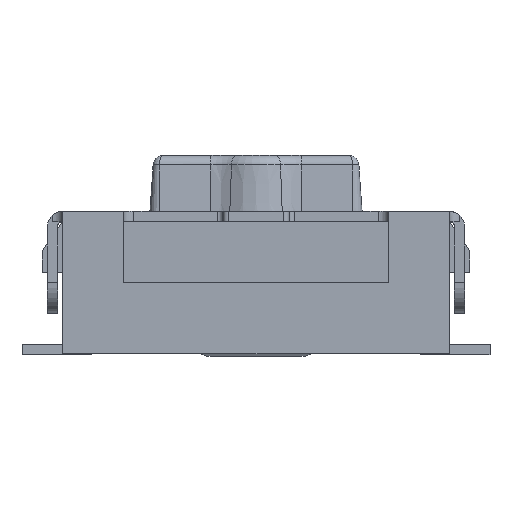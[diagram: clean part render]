
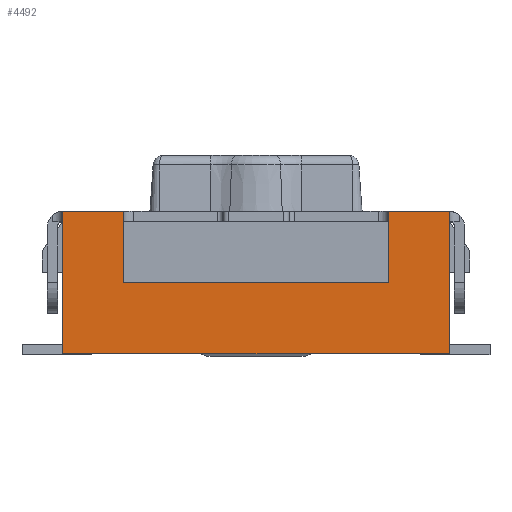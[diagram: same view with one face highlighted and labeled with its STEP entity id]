
A CAD part, front view. The second image highlights one B-rep face of the part: STEP entity #4492.
In plain terms, the highlighted planar face has unit normal (0, -1, 0).
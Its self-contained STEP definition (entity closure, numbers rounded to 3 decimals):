
#518 = EDGE_CURVE ( 'NONE', #12639, #19683, #4814, .T. ) ;
#1206 = VERTEX_POINT ( 'NONE', #10743 ) ;
#1827 = EDGE_LOOP ( 'NONE', ( #23683, #4150, #7314, #7468, #6572, #15106, #16743, #20733 ) ) ;
#2503 = VECTOR ( 'NONE', #15623, 1000. ) ;
#2990 = CARTESIAN_POINT ( 'NONE',  ( 1.3, -1.4, 1.4 ) ) ;
#3149 = CARTESIAN_POINT ( 'NONE',  ( 1.9, -1.4, 1.4 ) ) ;
#3187 = CARTESIAN_POINT ( 'NONE',  ( -1.9, -1.4, 0. ) ) ;
#4134 = VERTEX_POINT ( 'NONE', #19156 ) ;
#4150 = ORIENTED_EDGE ( 'NONE', *, *, #16296, .F. ) ;
#4492 = ADVANCED_FACE ( 'NONE', ( #13428 ), #17311, .F. ) ;
#4523 = DIRECTION ( 'NONE',  ( 0., 0., 1. ) ) ;
#4583 = CARTESIAN_POINT ( 'NONE',  ( -1.3, -1.4, 1.4 ) ) ;
#4814 = LINE ( 'NONE', #2990, #21110 ) ;
#4944 = DIRECTION ( 'NONE',  ( 0., 0., -1. ) ) ;
#5568 = EDGE_CURVE ( 'NONE', #1206, #23375, #6922, .T. ) ;
#6245 = VECTOR ( 'NONE', #8505, 1000. ) ;
#6572 = ORIENTED_EDGE ( 'NONE', *, *, #19973, .T. ) ;
#6922 = LINE ( 'NONE', #3187, #10456 ) ;
#7314 = ORIENTED_EDGE ( 'NONE', *, *, #11601, .F. ) ;
#7468 = ORIENTED_EDGE ( 'NONE', *, *, #20396, .F. ) ;
#8319 = AXIS2_PLACEMENT_3D ( 'NONE', #15391, #17063, #4523 ) ;
#8447 = CARTESIAN_POINT ( 'NONE',  ( -1.3, -1.4, 0.7 ) ) ;
#8468 = VERTEX_POINT ( 'NONE', #16887 ) ;
#8505 = DIRECTION ( 'NONE',  ( 1., 0., 0. ) ) ;
#8684 = LINE ( 'NONE', #16064, #19743 ) ;
#9128 = VERTEX_POINT ( 'NONE', #22347 ) ;
#9701 = CARTESIAN_POINT ( 'NONE',  ( 1.3, -1.4, 1.4 ) ) ;
#10043 = LINE ( 'NONE', #3149, #2503 ) ;
#10375 = DIRECTION ( 'NONE',  ( 1., 0., 0. ) ) ;
#10456 = VECTOR ( 'NONE', #21812, 1000. ) ;
#10656 = VECTOR ( 'NONE', #13744, 1000. ) ;
#10743 = CARTESIAN_POINT ( 'NONE',  ( -1.9, -1.4, 0. ) ) ;
#10831 = CARTESIAN_POINT ( 'NONE',  ( 1.3, -1.4, 0.7 ) ) ;
#11242 = LINE ( 'NONE', #18582, #6245 ) ;
#11245 = EDGE_CURVE ( 'NONE', #19683, #23375, #10043, .T. ) ;
#11601 = EDGE_CURVE ( 'NONE', #8468, #4134, #12201, .T. ) ;
#11938 = VERTEX_POINT ( 'NONE', #10831 ) ;
#12201 = LINE ( 'NONE', #4583, #10656 ) ;
#12639 = VERTEX_POINT ( 'NONE', #9701 ) ;
#13239 = CARTESIAN_POINT ( 'NONE',  ( 1.9, -1.4, 0. ) ) ;
#13428 = FACE_OUTER_BOUND ( 'NONE', #1827, .T. ) ;
#13744 = DIRECTION ( 'NONE',  ( 0., 0., -1. ) ) ;
#14624 = CARTESIAN_POINT ( 'NONE',  ( 1.9, -1.4, 1.4 ) ) ;
#15106 = ORIENTED_EDGE ( 'NONE', *, *, #5568, .T. ) ;
#15391 = CARTESIAN_POINT ( 'NONE',  ( 1.3, -1.4, 1.4 ) ) ;
#15623 = DIRECTION ( 'NONE',  ( 0., 0., -1. ) ) ;
#16064 = CARTESIAN_POINT ( 'NONE',  ( 1.3, -1.4, 1.4 ) ) ;
#16265 = VECTOR ( 'NONE', #22306, 1000. ) ;
#16296 = EDGE_CURVE ( 'NONE', #4134, #11938, #17619, .T. ) ;
#16641 = CARTESIAN_POINT ( 'NONE',  ( -1.9, -1.4, 1.4 ) ) ;
#16743 = ORIENTED_EDGE ( 'NONE', *, *, #11245, .F. ) ;
#16887 = CARTESIAN_POINT ( 'NONE',  ( -1.3, -1.4, 1.4 ) ) ;
#17063 = DIRECTION ( 'NONE',  ( 0., 1., 0. ) ) ;
#17311 = PLANE ( 'NONE',  #8319 ) ;
#17619 = LINE ( 'NONE', #8447, #21808 ) ;
#17733 = DIRECTION ( 'NONE',  ( 1., 0., 0. ) ) ;
#18582 = CARTESIAN_POINT ( 'NONE',  ( -1.9, -1.4, 1.4 ) ) ;
#18785 = LINE ( 'NONE', #16641, #16265 ) ;
#19156 = CARTESIAN_POINT ( 'NONE',  ( -1.3, -1.4, 0.7 ) ) ;
#19683 = VERTEX_POINT ( 'NONE', #14624 ) ;
#19743 = VECTOR ( 'NONE', #4944, 1000. ) ;
#19973 = EDGE_CURVE ( 'NONE', #9128, #1206, #18785, .T. ) ;
#20396 = EDGE_CURVE ( 'NONE', #9128, #8468, #11242, .T. ) ;
#20733 = ORIENTED_EDGE ( 'NONE', *, *, #518, .F. ) ;
#21110 = VECTOR ( 'NONE', #10375, 1000. ) ;
#21808 = VECTOR ( 'NONE', #17733, 1000. ) ;
#21812 = DIRECTION ( 'NONE',  ( 1., 0., 0. ) ) ;
#22306 = DIRECTION ( 'NONE',  ( 0., 0., -1. ) ) ;
#22347 = CARTESIAN_POINT ( 'NONE',  ( -1.9, -1.4, 1.4 ) ) ;
#23357 = EDGE_CURVE ( 'NONE', #12639, #11938, #8684, .T. ) ;
#23375 = VERTEX_POINT ( 'NONE', #13239 ) ;
#23683 = ORIENTED_EDGE ( 'NONE', *, *, #23357, .T. ) ;
